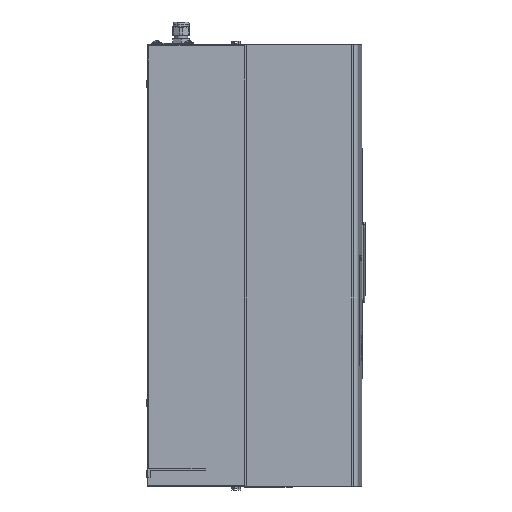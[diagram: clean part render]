
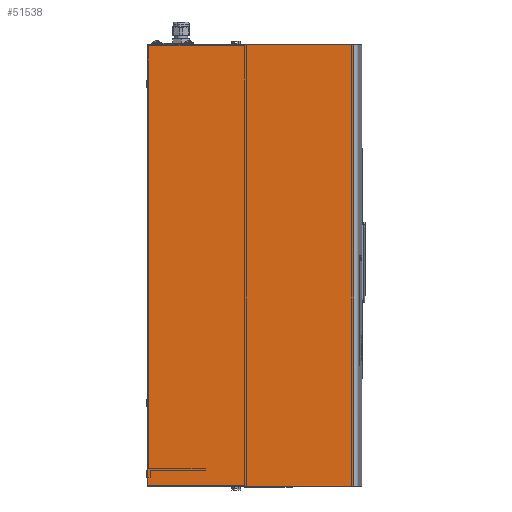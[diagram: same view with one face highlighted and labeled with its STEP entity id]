
A CAD part, front view. The second image highlights one B-rep face of the part: STEP entity #51538.
In plain terms, the highlighted planar face has unit normal (0, -1, 0).
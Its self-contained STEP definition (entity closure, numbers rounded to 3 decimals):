
#47358=CARTESIAN_POINT('Vertex',(-275.256,-28.121,-573.468)) ;
#47361=CARTESIAN_POINT('Line Origine',(-275.256,-28.121,-324.468)) ;
#47365=CARTESIAN_POINT('Vertex',(-275.256,-28.121,-75.468)) ;
#48282=CARTESIAN_POINT('Line Origine',(-164.256,-28.121,-573.218)) ;
#48286=CARTESIAN_POINT('Vertex',(-164.256,-28.121,-573.468)) ;
#48288=CARTESIAN_POINT('Vertex',(-164.256,-28.121,-572.968)) ;
#51463=CARTESIAN_POINT('Line Origine',(-219.756,-28.121,-573.468)) ;
#51506=CARTESIAN_POINT('Axis2P3D Location',(-275.256,-28.121,-573.468)) ;
#51511=CARTESIAN_POINT('Line Origine',(-103.639,-28.121,-572.968)) ;
#51515=CARTESIAN_POINT('Vertex',(-43.023,-28.121,-572.968)) ;
#51518=CARTESIAN_POINT('Line Origine',(-43.023,-28.121,-324.218)) ;
#51522=CARTESIAN_POINT('Vertex',(-43.023,-28.121,-75.468)) ;
#51525=CARTESIAN_POINT('Line Origine',(-159.139,-28.121,-75.468)) ;
#47363=VECTOR('Line Direction',#47362,1.) ;
#48284=VECTOR('Line Direction',#48283,1.) ;
#51465=VECTOR('Line Direction',#51464,1.) ;
#51513=VECTOR('Line Direction',#51512,1.) ;
#51520=VECTOR('Line Direction',#51519,1.) ;
#51527=VECTOR('Line Direction',#51526,1.) ;
#47362=DIRECTION('Vector Direction',(0.,0.,1.)) ;
#48283=DIRECTION('Vector Direction',(0.,0.,1.)) ;
#51464=DIRECTION('Vector Direction',(-1.,0.,0.)) ;
#51507=DIRECTION('Axis2P3D Direction',(0.,-1.,0.)) ;
#51508=DIRECTION('Axis2P3D XDirection',(1.,0.,0.)) ;
#51512=DIRECTION('Vector Direction',(1.,0.,0.)) ;
#51519=DIRECTION('Vector Direction',(0.,0.,1.)) ;
#51526=DIRECTION('Vector Direction',(-1.,0.,0.)) ;
#51509=AXIS2_PLACEMENT_3D('Plane Axis2P3D',#51506,#51507,#51508) ;
#47364=LINE('Line',#47361,#47363) ;
#48285=LINE('Line',#48282,#48284) ;
#51466=LINE('Line',#51463,#51465) ;
#51514=LINE('Line',#51511,#51513) ;
#51521=LINE('Line',#51518,#51520) ;
#51528=LINE('Line',#51525,#51527) ;
#51510=PLANE('',#51509) ;
#47367=EDGE_CURVE('',#47359,#47366,#47364,.T.) ;
#48290=EDGE_CURVE('',#48287,#48289,#48285,.T.) ;
#51467=EDGE_CURVE('',#48287,#47359,#51466,.T.) ;
#51517=EDGE_CURVE('',#48289,#51516,#51514,.T.) ;
#51524=EDGE_CURVE('',#51516,#51523,#51521,.T.) ;
#51529=EDGE_CURVE('',#51523,#47366,#51528,.T.) ;
#51531=ORIENTED_EDGE('',*,*,#51467,.F.) ;
#51532=ORIENTED_EDGE('',*,*,#48290,.T.) ;
#51533=ORIENTED_EDGE('',*,*,#51517,.T.) ;
#51534=ORIENTED_EDGE('',*,*,#51524,.T.) ;
#51535=ORIENTED_EDGE('',*,*,#51529,.T.) ;
#51536=ORIENTED_EDGE('',*,*,#47367,.F.) ;
#51530=EDGE_LOOP('',(#51531,#51532,#51533,#51534,#51535,#51536)) ;
#47359=VERTEX_POINT('',#47358) ;
#47366=VERTEX_POINT('',#47365) ;
#48287=VERTEX_POINT('',#48286) ;
#48289=VERTEX_POINT('',#48288) ;
#51516=VERTEX_POINT('',#51515) ;
#51523=VERTEX_POINT('',#51522) ;
#51538=ADVANCED_FACE('PartBody',(#51537),#51510,.T.) ;
#51537=FACE_OUTER_BOUND('',#51530,.T.) ;
